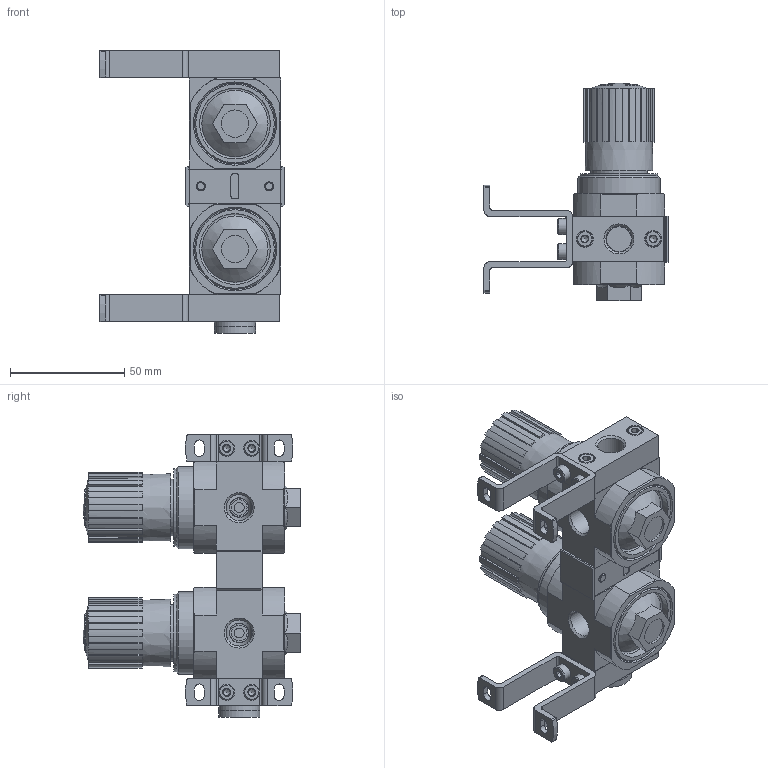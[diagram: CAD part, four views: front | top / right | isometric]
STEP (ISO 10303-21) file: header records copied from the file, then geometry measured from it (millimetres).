
FILE_DESCRIPTION(/* description */ ('STEP AP214'),/* implementation_level */ '2;1');
FILE_NAME(/* name */ '528952_LRB-1_4-D-7-O-K2-MINI',/* time_stamp */ '2024-09-04T22:17:47+02:00',/* author */ ('License CC BY-ND 4.0'),/* organization */ ('CADENAS'),/* preprocessor_version */ 'ST-DEVELOPER v19.3',/* originating_system */ 'PARTsolutions',/* authorisation */ ' ');
FILE_SCHEMA (('AUTOMOTIVE_DESIGN {1 0 10303 214 3 1 1}'));
Length unit declared in the file: millimetre
Products named in the file (13): 528952 LRB-1/4-D-7-O-K2-MINI---(0); 528952 LRB-1/4-D-7-O-K2-MINI---(0-Geh); 525033 LRBAS-1/4-D-MINI---(p); 525029 HRB-D-MINI---(p); DIN-912 - M4x8(F); 2224 O-1/4; DIN-908 G1/4A; DIN-912 - M4x14(F); 373845 LR-MINI; 529022 HRBC-D-MINIo; 529022 HRBC-D-MINIu; 680968 HRBC-D-MINI---(s); DIN-912 - M4x16(F)
Assembly tree (26 placements, depth 2):
  528952 LRB-1/4-D-7-O-K2-MINI---(0)
    528952 LRB-1/4-D-7-O-K2-MINI---(0-Geh)  x2
    525033 LRBAS-1/4-D-MINI---(p)  x2
    525029 HRB-D-MINI---(p)  x2
    DIN-912 - M4x8(F)  x4
    2224 O-1/4
    DIN-908 G1/4A
    DIN-912 - M4x14(F)  x4
    373845 LR-MINI  x2
    529022 HRBC-D-MINIo
    529022 HRBC-D-MINIu
    680968 HRBC-D-MINI---(s)  x4
    DIN-912 - M4x16(F)  x2
Bounding box: 80.7 x 95.4 x 124 mm (x, y, z)
Volume: 214428.3 mm3; surface area: 65998.4 mm2
Topology: 26 solids, 26 shells, 1052 faces, 2489 edges, 1557 vertices
Faces by surface type: plane 578, cylinder 243, cone 197, torus 24, sphere 10
Full cylindrical faces by diameter (mm): 3.242 x14, 3.5 x4, 4 x14, 4.3 x12, 6.9 x2, 7 x10, 7.4 x4, 7.5 x2, 7.9 x1, 8.2 x2, 8.566 x2, 9 x8, 9.728 x2, 11 x3, 11.445 x4, 12 x2, 12.2 x2, 13.157 x1, 13.2 x1, 15.7 x1, 15.8 x2, 18 x2, 24.9 x2, 26.9 x2, 31 x2, 33.9 x2, 36 x2
Entity records: 17561 total; most frequent: CARTESIAN_POINT 3014, DIRECTION 2798, ORIENTED_EDGE 2468, EDGE_CURVE 1234, AXIS2_PLACEMENT_3D 1076, VERTEX_POINT 857, FACE_BOUND 727, EDGE_LOOP 719
